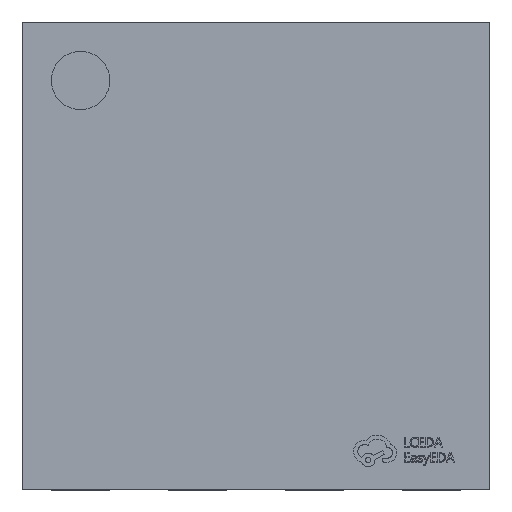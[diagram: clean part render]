
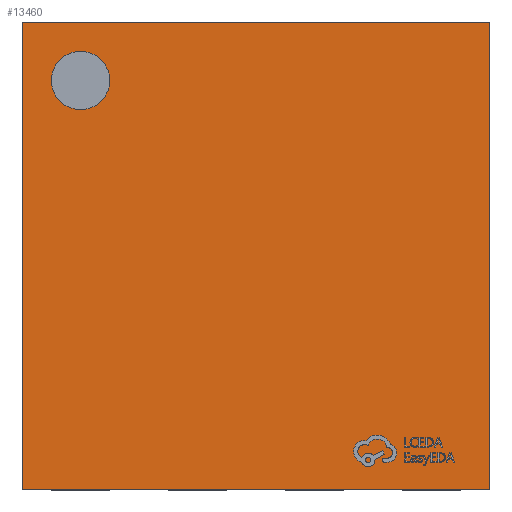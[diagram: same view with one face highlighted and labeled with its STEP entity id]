
A CAD part, top view. The second image highlights one B-rep face of the part: STEP entity #13460.
In plain terms, the highlighted planar face has unit normal (0, 0, 1).
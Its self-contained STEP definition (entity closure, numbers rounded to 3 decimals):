
#436 = CARTESIAN_POINT ( 'NONE',  ( 0.8, 0.8, 0.4 ) ) ;
#996 = DIRECTION ( 'NONE',  ( 0., -1., 0. ) ) ;
#1003 = AXIS2_PLACEMENT_3D ( 'NONE', #9731, #4344, #4659 ) ;
#2612 = DIRECTION ( 'NONE',  ( 1., 0., 0. ) ) ;
#2660 = ORIENTED_EDGE ( 'NONE', *, *, #21403, .F. ) ;
#2904 = CARTESIAN_POINT ( 'NONE',  ( -0.8, 0.8, 0.4 ) ) ;
#2908 = CARTESIAN_POINT ( 'NONE',  ( -0.5, 0.6, 0.4 ) ) ;
#3283 = CARTESIAN_POINT ( 'NONE',  ( -0.8, 0.8, 0.4 ) ) ;
#3436 = EDGE_CURVE ( 'NONE', #4935, #8994, #11683, .T. ) ;
#4344 = DIRECTION ( 'NONE',  ( 0., 0., 1. ) ) ;
#4659 = DIRECTION ( 'NONE',  ( 1., 0., 0. ) ) ;
#4935 = VERTEX_POINT ( 'NONE', #11830 ) ;
#4954 = ORIENTED_EDGE ( 'NONE', *, *, #3436, .F. ) ;
#5735 = CIRCLE ( 'NONE', #1003, 0.1 ) ;
#6161 = CARTESIAN_POINT ( 'NONE',  ( -0.6, 0.6, 0.4 ) ) ;
#6245 = LINE ( 'NONE', #18696, #20126 ) ;
#6319 = ORIENTED_EDGE ( 'NONE', *, *, #19521, .T. ) ;
#6642 = DIRECTION ( 'NONE',  ( 1., 0., 0. ) ) ;
#6897 = AXIS2_PLACEMENT_3D ( 'NONE', #6161, #13144, #2612 ) ;
#7269 = VERTEX_POINT ( 'NONE', #14299 ) ;
#7614 = VECTOR ( 'NONE', #13789, 1000. ) ;
#7798 = DIRECTION ( 'NONE',  ( 0., 1., 0. ) ) ;
#8061 = FACE_OUTER_BOUND ( 'NONE', #11900, .T. ) ;
#8103 = CARTESIAN_POINT ( 'NONE',  ( 0.8, -0.8, 0.4 ) ) ;
#8199 = LINE ( 'NONE', #3283, #7614 ) ;
#8249 = EDGE_LOOP ( 'NONE', ( #2660, #4954 ) ) ;
#8262 = VERTEX_POINT ( 'NONE', #2904 ) ;
#8617 = CARTESIAN_POINT ( 'NONE',  ( -0.8, -0.8, 0.4 ) ) ;
#8691 = VERTEX_POINT ( 'NONE', #8103 ) ;
#8994 = VERTEX_POINT ( 'NONE', #2908 ) ;
#9456 = EDGE_CURVE ( 'NONE', #8691, #7269, #16304, .T. ) ;
#9731 = CARTESIAN_POINT ( 'NONE',  ( -0.6, 0.6, 0.4 ) ) ;
#10324 = ORIENTED_EDGE ( 'NONE', *, *, #22571, .T. ) ;
#10447 = DIRECTION ( 'NONE',  ( 1., 0., 0. ) ) ;
#11683 = CIRCLE ( 'NONE', #6897, 0.1 ) ;
#11708 = FACE_BOUND ( 'NONE', #8249, .T. ) ;
#11763 = ORIENTED_EDGE ( 'NONE', *, *, #22379, .T. ) ;
#11830 = CARTESIAN_POINT ( 'NONE',  ( -0.7, 0.6, 0.4 ) ) ;
#11900 = EDGE_LOOP ( 'NONE', ( #18349, #10324, #11763, #6319 ) ) ;
#12146 = DIRECTION ( 'NONE',  ( 0., 0., 1. ) ) ;
#13090 = PLANE ( 'NONE',  #16991 ) ;
#13144 = DIRECTION ( 'NONE',  ( 0., 0., 1. ) ) ;
#13460 = ADVANCED_FACE ( 'NONE', ( #11708, #8061 ), #13090, .T. ) ;
#13789 = DIRECTION ( 'NONE',  ( -1., 0., 0. ) ) ;
#13919 = VECTOR ( 'NONE', #6642, 1000. ) ;
#14299 = CARTESIAN_POINT ( 'NONE',  ( 0.8, 0.8, 0.4 ) ) ;
#14923 = VECTOR ( 'NONE', #7798, 1000. ) ;
#15731 = CARTESIAN_POINT ( 'NONE',  ( 0., 0., 0.4 ) ) ;
#16304 = LINE ( 'NONE', #436, #14923 ) ;
#16668 = VERTEX_POINT ( 'NONE', #16937 ) ;
#16937 = CARTESIAN_POINT ( 'NONE',  ( -0.8, -0.8, 0.4 ) ) ;
#16991 = AXIS2_PLACEMENT_3D ( 'NONE', #15731, #12146, #10447 ) ;
#17034 = LINE ( 'NONE', #8617, #13919 ) ;
#18349 = ORIENTED_EDGE ( 'NONE', *, *, #9456, .T. ) ;
#18696 = CARTESIAN_POINT ( 'NONE',  ( -0.8, 0.8, 0.4 ) ) ;
#19521 = EDGE_CURVE ( 'NONE', #16668, #8691, #17034, .T. ) ;
#20126 = VECTOR ( 'NONE', #996, 1000. ) ;
#21403 = EDGE_CURVE ( 'NONE', #8994, #4935, #5735, .T. ) ;
#22379 = EDGE_CURVE ( 'NONE', #8262, #16668, #6245, .T. ) ;
#22571 = EDGE_CURVE ( 'NONE', #7269, #8262, #8199, .T. ) ;
